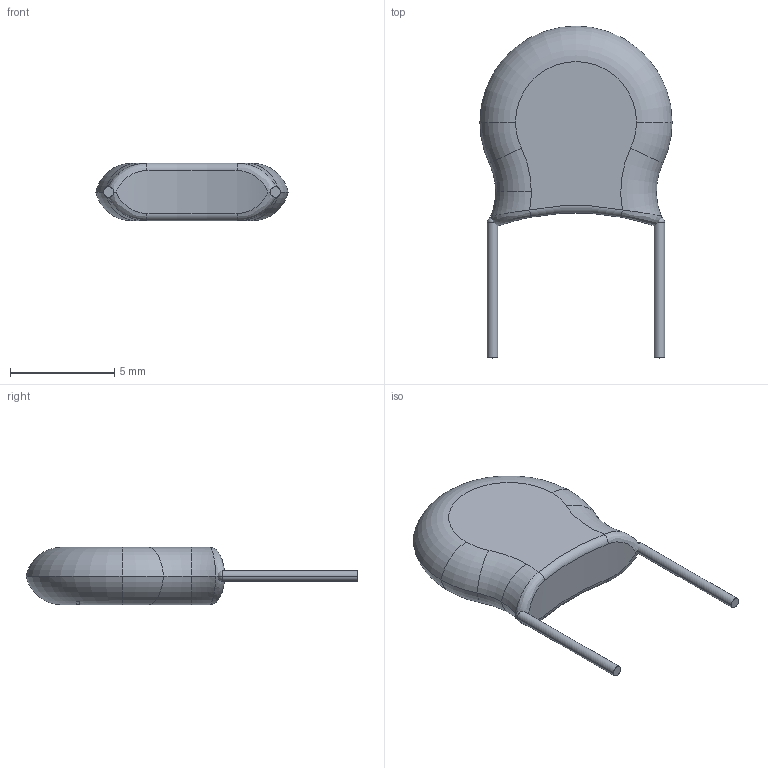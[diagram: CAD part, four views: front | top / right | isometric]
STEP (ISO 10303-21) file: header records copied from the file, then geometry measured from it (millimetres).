
FILE_DESCRIPTION (( 'STEP AP214' ), '1' );
FILE_NAME ('Hitano 10nF 2kV (D9.3mm).STEP', '2024-09-03T11:42:22', ( '' ), ( '' ), 'SwSTEP 2.0', 'SolidWorks 2021', '' );
FILE_SCHEMA (( 'AUTOMOTIVE_DESIGN' ));
Length unit declared in the file: millimetre
Products named in the file (1): Hitano 10nF 2kV (D9.3mm)
Bounding box: 9.22 x 15.92 x 2.75 mm (x, y, z)
Volume: 171.2 mm3; surface area: 213.8 mm2
Topology: 3 solids, 3 shells, 222 faces, 602 edges, 391 vertices
Faces by surface type: bspline 158, plane 37, torus 22, cylinder 5
Entity records: 14245 total; most frequent: CARTESIAN_POINT 7686, ORIENTED_EDGE 1204, EDGE_CURVE 602, DIRECTION 402, VERTEX_POINT 391, B_SPLINE_CURVE_WITH_KNOTS 390, EDGE_LOOP 227, ADVANCED_FACE 222
